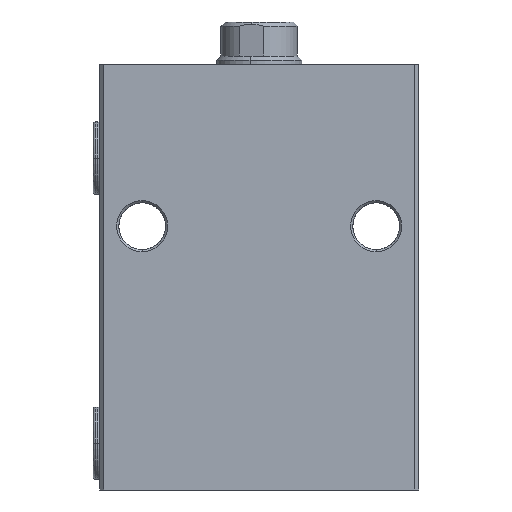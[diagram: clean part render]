
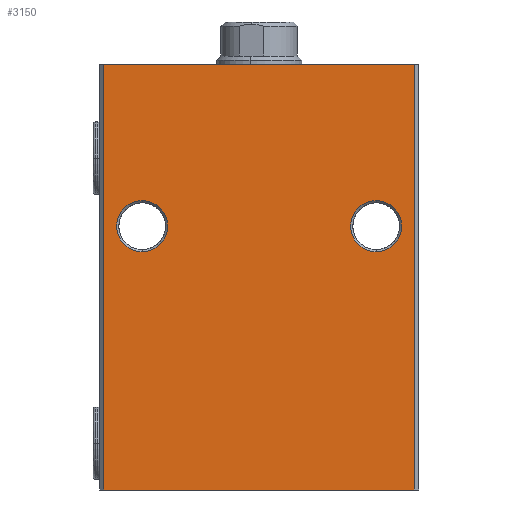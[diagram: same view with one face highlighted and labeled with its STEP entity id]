
A CAD part, front view. The second image highlights one B-rep face of the part: STEP entity #3150.
In plain terms, the highlighted planar face has unit normal (0, -1, 0).
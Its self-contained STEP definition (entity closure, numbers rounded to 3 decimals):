
#135 = LINE ( 'NONE', #9248, #7903 ) ;
#197 = CARTESIAN_POINT ( 'NONE',  ( -13927.446, 1875.273, 56. ) ) ;
#254 = CARTESIAN_POINT ( 'NONE',  ( -13982.446, 1875.273, 56. ) ) ;
#306 = DIRECTION ( 'NONE',  ( 0., 1., 0. ) ) ;
#378 = CARTESIAN_POINT ( 'NONE',  ( -13991.446, 1875.273, 100. ) ) ;
#402 = AXIS2_PLACEMENT_3D ( 'NONE', #1457, #6895, #2245 ) ;
#634 = DIRECTION ( 'NONE',  ( 0., 1., 0. ) ) ;
#659 = CIRCLE ( 'NONE', #6887, 6. ) ;
#833 = DIRECTION ( 'NONE',  ( 1., 0., 0. ) ) ;
#1144 = DIRECTION ( 'NONE',  ( 0., 1., 0. ) ) ;
#1151 = DIRECTION ( 'NONE',  ( 0., 1., 0. ) ) ;
#1182 = LINE ( 'NONE', #9720, #9190 ) ;
#1196 = DIRECTION ( 'NONE',  ( 0., 0., -1. ) ) ;
#1457 = CARTESIAN_POINT ( 'NONE',  ( -13927.446, 1875.273, 62. ) ) ;
#1836 = VERTEX_POINT ( 'NONE', #9688 ) ;
#1863 = EDGE_CURVE ( 'NONE', #8656, #3965, #1182, .T. ) ;
#1911 = CIRCLE ( 'NONE', #7331, 6. ) ;
#2245 = DIRECTION ( 'NONE',  ( 0., 0., 1. ) ) ;
#2348 = CARTESIAN_POINT ( 'NONE',  ( -13991.446, 1875.273, 100. ) ) ;
#2415 = ORIENTED_EDGE ( 'NONE', *, *, #9076, .T. ) ;
#2815 = ORIENTED_EDGE ( 'NONE', *, *, #8205, .F. ) ;
#3150 = ADVANCED_FACE ( 'NONE', ( #8098, #4214, #8319 ), #5805, .F. ) ;
#3456 = ORIENTED_EDGE ( 'NONE', *, *, #3473, .T. ) ;
#3473 = EDGE_CURVE ( 'NONE', #8395, #1836, #1911, .T. ) ;
#3570 = EDGE_LOOP ( 'NONE', ( #3456, #8880 ) ) ;
#3965 = VERTEX_POINT ( 'NONE', #9745 ) ;
#4138 = CARTESIAN_POINT ( 'NONE',  ( -13991.446, 1875.273, 0. ) ) ;
#4214 = FACE_BOUND ( 'NONE', #3570, .T. ) ;
#4861 = VECTOR ( 'NONE', #9556, 1000. ) ;
#4945 = CARTESIAN_POINT ( 'NONE',  ( -13927.446, 1875.273, 62. ) ) ;
#5025 = CARTESIAN_POINT ( 'NONE',  ( -13991.446, 1875.273, 100. ) ) ;
#5107 = VERTEX_POINT ( 'NONE', #6514 ) ;
#5153 = ORIENTED_EDGE ( 'NONE', *, *, #6474, .T. ) ;
#5279 = CARTESIAN_POINT ( 'NONE',  ( -13982.446, 1875.273, 62. ) ) ;
#5329 = VECTOR ( 'NONE', #833, 1000. ) ;
#5354 = LINE ( 'NONE', #4138, #4861 ) ;
#5456 = VERTEX_POINT ( 'NONE', #197 ) ;
#5727 = DIRECTION ( 'NONE',  ( 0., 0., 1. ) ) ;
#5795 = CARTESIAN_POINT ( 'NONE',  ( -13982.446, 1875.273, 62. ) ) ;
#5805 = PLANE ( 'NONE',  #8564 ) ;
#5996 = CARTESIAN_POINT ( 'NONE',  ( -13918.446, 1875.273, 100. ) ) ;
#6059 = DIRECTION ( 'NONE',  ( 0., 0., 1. ) ) ;
#6227 = EDGE_LOOP ( 'NONE', ( #2415, #9497 ) ) ;
#6290 = VERTEX_POINT ( 'NONE', #7515 ) ;
#6474 = EDGE_CURVE ( 'NONE', #8523, #5107, #135, .T. ) ;
#6514 = CARTESIAN_POINT ( 'NONE',  ( -13991.446, 1875.273, 0. ) ) ;
#6563 = DIRECTION ( 'NONE',  ( 0., 0., 1. ) ) ;
#6573 = DIRECTION ( 'NONE',  ( 0., 0., 1. ) ) ;
#6711 = EDGE_CURVE ( 'NONE', #5107, #3965, #5354, .T. ) ;
#6790 = EDGE_CURVE ( 'NONE', #1836, #8395, #7176, .T. ) ;
#6887 = AXIS2_PLACEMENT_3D ( 'NONE', #4945, #306, #5727 ) ;
#6895 = DIRECTION ( 'NONE',  ( 0., 1., 0. ) ) ;
#7097 = ORIENTED_EDGE ( 'NONE', *, *, #6711, .T. ) ;
#7176 = CIRCLE ( 'NONE', #8694, 6. ) ;
#7331 = AXIS2_PLACEMENT_3D ( 'NONE', #5279, #634, #6059 ) ;
#7374 = LINE ( 'NONE', #2348, #5329 ) ;
#7515 = CARTESIAN_POINT ( 'NONE',  ( -13927.446, 1875.273, 68. ) ) ;
#7903 = VECTOR ( 'NONE', #10039, 1000. ) ;
#8032 = EDGE_LOOP ( 'NONE', ( #7097, #10027, #2815, #5153 ) ) ;
#8066 = CIRCLE ( 'NONE', #402, 6. ) ;
#8098 = FACE_BOUND ( 'NONE', #6227, .T. ) ;
#8205 = EDGE_CURVE ( 'NONE', #8523, #8656, #7374, .T. ) ;
#8319 = FACE_OUTER_BOUND ( 'NONE', #8032, .T. ) ;
#8395 = VERTEX_POINT ( 'NONE', #254 ) ;
#8523 = VERTEX_POINT ( 'NONE', #378 ) ;
#8564 = AXIS2_PLACEMENT_3D ( 'NONE', #5025, #1151, #6573 ) ;
#8656 = VERTEX_POINT ( 'NONE', #5996 ) ;
#8694 = AXIS2_PLACEMENT_3D ( 'NONE', #5795, #1144, #6563 ) ;
#8880 = ORIENTED_EDGE ( 'NONE', *, *, #6790, .T. ) ;
#9076 = EDGE_CURVE ( 'NONE', #5456, #6290, #659, .T. ) ;
#9190 = VECTOR ( 'NONE', #1196, 1000. ) ;
#9248 = CARTESIAN_POINT ( 'NONE',  ( -13991.446, 1875.273, 100. ) ) ;
#9497 = ORIENTED_EDGE ( 'NONE', *, *, #9920, .T. ) ;
#9556 = DIRECTION ( 'NONE',  ( 1., 0., 0. ) ) ;
#9688 = CARTESIAN_POINT ( 'NONE',  ( -13982.446, 1875.273, 68. ) ) ;
#9720 = CARTESIAN_POINT ( 'NONE',  ( -13918.446, 1875.273, 100. ) ) ;
#9745 = CARTESIAN_POINT ( 'NONE',  ( -13918.446, 1875.273, 0. ) ) ;
#9920 = EDGE_CURVE ( 'NONE', #6290, #5456, #8066, .T. ) ;
#10027 = ORIENTED_EDGE ( 'NONE', *, *, #1863, .F. ) ;
#10039 = DIRECTION ( 'NONE',  ( 0., 0., -1. ) ) ;
